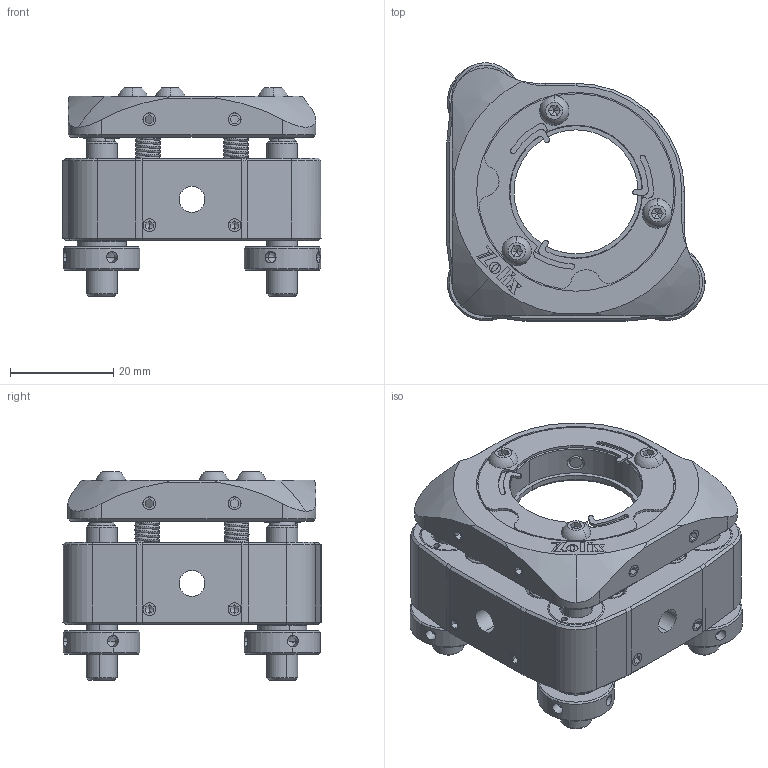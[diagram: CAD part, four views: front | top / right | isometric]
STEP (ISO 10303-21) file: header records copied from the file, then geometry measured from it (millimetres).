
FILE_DESCRIPTION (( 'STEP AP203' ), '1' );
FILE_NAME ('AUS25.4-0.STEP', '2019-04-30T06:00:25', ( 'User' ), ( 'User' ), 'SwSTEP 2.0', 'SolidWorks 2016', '' );
FILE_SCHEMA (( 'CONFIG_CONTROL_DESIGN' ));
Length unit declared in the file: millimetre
Products named in the file (1): AUS25.4-0
Bounding box: 50 x 49.98 x 40.45 mm (x, y, z)
Surface area: 18131.4 mm2 (no closed solid volume)
Topology: 0 solids, 40 shells, 610 faces, 1859 edges, 1265 vertices
Faces by surface type: plane 248, cylinder 190, cone 148, sphere 16, bspline 8
Entity records: 28058 total; most frequent: CARTESIAN_POINT 11598, DIRECTION 3446, ORIENTED_EDGE 3090, EDGE_CURVE 1812, VERTEX_POINT 1256, AXIS2_PLACEMENT_3D 1152, VECTOR 1142, LINE 1142
